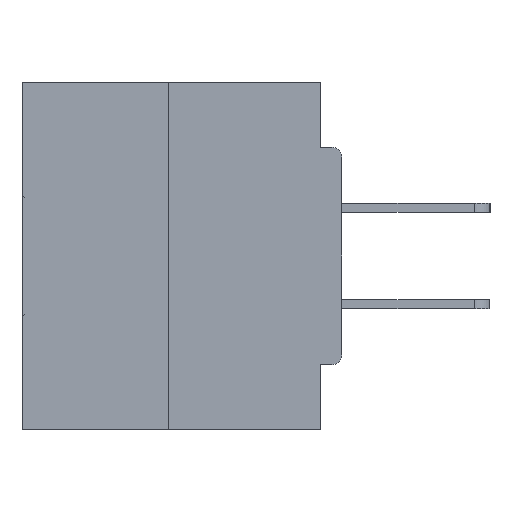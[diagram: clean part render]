
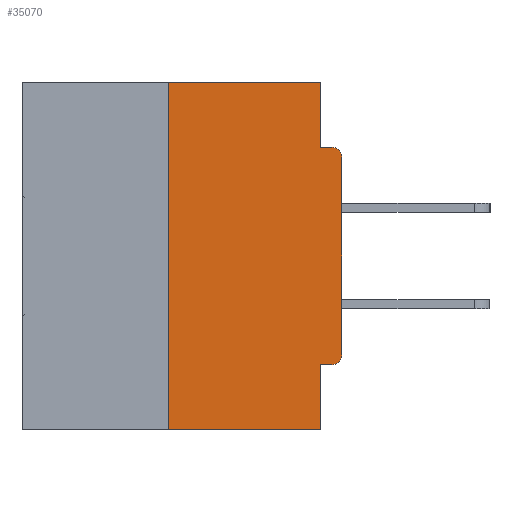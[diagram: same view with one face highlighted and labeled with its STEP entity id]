
A CAD part, left-side view. The second image highlights one B-rep face of the part: STEP entity #35070.
In plain terms, the highlighted planar face has unit normal (-1, 0, 0).
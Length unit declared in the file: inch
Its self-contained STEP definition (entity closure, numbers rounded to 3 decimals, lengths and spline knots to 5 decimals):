
#77 = VECTOR ( 'NONE', #41486, 39.37008 ) ;
#382 = VERTEX_POINT ( 'NONE', #27460 ) ;
#561 = LINE ( 'NONE', #5582, #77 ) ;
#1167 = CARTESIAN_POINT ( 'NONE',  ( 0., 0.25, -0.5 ) ) ;
#1862 = DIRECTION ( 'NONE',  ( 0., -1., 0. ) ) ;
#3291 = VECTOR ( 'NONE', #24855, 39.37008 ) ;
#3685 = CIRCLE ( 'NONE', #16898, 0.015 ) ;
#3931 = PLANE ( 'NONE',  #23838 ) ;
#4145 = EDGE_CURVE ( 'NONE', #30087, #42427, #30260, .T. ) ;
#4665 = LINE ( 'NONE', #18277, #17547 ) ;
#5582 = CARTESIAN_POINT ( 'NONE',  ( 0., 0., 0. ) ) ;
#7695 = VECTOR ( 'NONE', #40399, 39.37008 ) ;
#8435 = CARTESIAN_POINT ( 'NONE',  ( 0., 0.015, -0.3915 ) ) ;
#8629 = CARTESIAN_POINT ( 'NONE',  ( 0., 0.25, 0. ) ) ;
#9235 = CARTESIAN_POINT ( 'NONE',  ( 0., 0.031, 0. ) ) ;
#9475 = LINE ( 'NONE', #33637, #17238 ) ;
#9648 = EDGE_CURVE ( 'NONE', #32653, #27094, #25947, .T. ) ;
#10903 = VECTOR ( 'NONE', #18565, 39.37008 ) ;
#11113 = CARTESIAN_POINT ( 'NONE',  ( 0., 0.031, -0.4065 ) ) ;
#11886 = CARTESIAN_POINT ( 'NONE',  ( 0., 0.031, -0.5 ) ) ;
#12181 = ORIENTED_EDGE ( 'NONE', *, *, #21154, .T. ) ;
#12544 = DIRECTION ( 'NONE',  ( -1., 0., 0. ) ) ;
#12681 = DIRECTION ( 'NONE',  ( 0., 0., -1. ) ) ;
#13392 = DIRECTION ( 'NONE',  ( 0., -1., 0. ) ) ;
#13696 = DIRECTION ( 'NONE',  ( 0., 1., 0. ) ) ;
#14664 = CARTESIAN_POINT ( 'NONE',  ( 0., 0., -0.1085 ) ) ;
#15454 = DIRECTION ( 'NONE',  ( 0., 0., 1. ) ) ;
#15619 = EDGE_CURVE ( 'NONE', #31637, #27094, #4665, .T. ) ;
#16795 = ORIENTED_EDGE ( 'NONE', *, *, #27656, .F. ) ;
#16898 = AXIS2_PLACEMENT_3D ( 'NONE', #19316, #12544, #12681 ) ;
#17238 = VECTOR ( 'NONE', #13696, 39.37008 ) ;
#17333 = DIRECTION ( 'NONE',  ( 1., 0., 0. ) ) ;
#17547 = VECTOR ( 'NONE', #1862, 39.37008 ) ;
#18277 = CARTESIAN_POINT ( 'NONE',  ( 0., 0.46, -0.5 ) ) ;
#18565 = DIRECTION ( 'NONE',  ( 0., -1., 0. ) ) ;
#19316 = CARTESIAN_POINT ( 'NONE',  ( 0., 0.015, -0.1085 ) ) ;
#20021 = LINE ( 'NONE', #41418, #7695 ) ;
#20093 = CARTESIAN_POINT ( 'NONE',  ( 0., 0.031, -0.0935 ) ) ;
#20798 = CARTESIAN_POINT ( 'NONE',  ( 0., 0., -0.3915 ) ) ;
#21040 = AXIS2_PLACEMENT_3D ( 'NONE', #8435, #24718, #41174 ) ;
#21154 = EDGE_CURVE ( 'NONE', #21640, #23570, #561, .T. ) ;
#21640 = VERTEX_POINT ( 'NONE', #20798 ) ;
#22039 = CARTESIAN_POINT ( 'NONE',  ( 0., 0.25, 0. ) ) ;
#23321 = FACE_OUTER_BOUND ( 'NONE', #24238, .T. ) ;
#23570 = VERTEX_POINT ( 'NONE', #14664 ) ;
#23838 = AXIS2_PLACEMENT_3D ( 'NONE', #27261, #17333, #40401 ) ;
#24238 = EDGE_LOOP ( 'NONE', ( #35718, #29189, #27102, #28866, #16795, #27166, #12181, #25648, #31284, #27595 ) ) ;
#24249 = CARTESIAN_POINT ( 'NONE',  ( 0., 0.015, -0.0935 ) ) ;
#24570 = VERTEX_POINT ( 'NONE', #9235 ) ;
#24718 = DIRECTION ( 'NONE',  ( -1., 0., 0. ) ) ;
#24855 = DIRECTION ( 'NONE',  ( 0., 0., -1. ) ) ;
#25144 = CIRCLE ( 'NONE', #21040, 0.015 ) ;
#25648 = ORIENTED_EDGE ( 'NONE', *, *, #33253, .T. ) ;
#25947 = LINE ( 'NONE', #11886, #3291 ) ;
#26649 = CARTESIAN_POINT ( 'NONE',  ( 0., 0., -0.0935 ) ) ;
#27094 = VERTEX_POINT ( 'NONE', #34133 ) ;
#27102 = ORIENTED_EDGE ( 'NONE', *, *, #15619, .T. ) ;
#27166 = ORIENTED_EDGE ( 'NONE', *, *, #38086, .T. ) ;
#27261 = CARTESIAN_POINT ( 'NONE',  ( 0., 0.46, 0. ) ) ;
#27460 = CARTESIAN_POINT ( 'NONE',  ( 0., 0.015, -0.4065 ) ) ;
#27595 = ORIENTED_EDGE ( 'NONE', *, *, #37213, .F. ) ;
#27656 = EDGE_CURVE ( 'NONE', #382, #32653, #9475, .T. ) ;
#28866 = ORIENTED_EDGE ( 'NONE', *, *, #9648, .F. ) ;
#29189 = ORIENTED_EDGE ( 'NONE', *, *, #32822, .F. ) ;
#30087 = VERTEX_POINT ( 'NONE', #20093 ) ;
#30260 = LINE ( 'NONE', #26649, #31327 ) ;
#30679 = CARTESIAN_POINT ( 'NONE',  ( 0., 0.46, 0. ) ) ;
#31042 = VECTOR ( 'NONE', #15454, 39.37008 ) ;
#31284 = ORIENTED_EDGE ( 'NONE', *, *, #4145, .F. ) ;
#31327 = VECTOR ( 'NONE', #13392, 39.37008 ) ;
#31596 = LINE ( 'NONE', #22039, #31042 ) ;
#31637 = VERTEX_POINT ( 'NONE', #1167 ) ;
#32653 = VERTEX_POINT ( 'NONE', #11113 ) ;
#32822 = EDGE_CURVE ( 'NONE', #31637, #37077, #31596, .T. ) ;
#33007 = EDGE_CURVE ( 'NONE', #37077, #24570, #35238, .T. ) ;
#33253 = EDGE_CURVE ( 'NONE', #23570, #42427, #3685, .T. ) ;
#33637 = CARTESIAN_POINT ( 'NONE',  ( 0., 0., -0.4065 ) ) ;
#34133 = CARTESIAN_POINT ( 'NONE',  ( 0., 0.031, -0.5 ) ) ;
#35070 = ADVANCED_FACE ( 'NONE', ( #23321 ), #3931, .F. ) ;
#35238 = LINE ( 'NONE', #30679, #10903 ) ;
#35718 = ORIENTED_EDGE ( 'NONE', *, *, #33007, .F. ) ;
#37077 = VERTEX_POINT ( 'NONE', #8629 ) ;
#37213 = EDGE_CURVE ( 'NONE', #24570, #30087, #20021, .T. ) ;
#38086 = EDGE_CURVE ( 'NONE', #382, #21640, #25144, .T. ) ;
#40399 = DIRECTION ( 'NONE',  ( 0., 0., -1. ) ) ;
#40401 = DIRECTION ( 'NONE',  ( 0., 0., -1. ) ) ;
#41174 = DIRECTION ( 'NONE',  ( 0., 0., -1. ) ) ;
#41418 = CARTESIAN_POINT ( 'NONE',  ( 0., 0.031, 0. ) ) ;
#41486 = DIRECTION ( 'NONE',  ( 0., 0., 1. ) ) ;
#42427 = VERTEX_POINT ( 'NONE', #24249 ) ;
